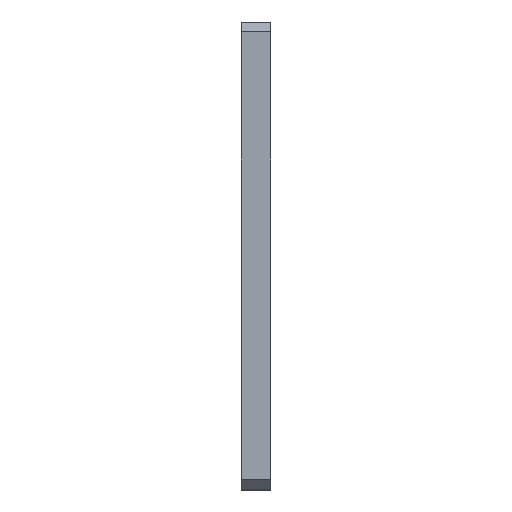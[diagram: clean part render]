
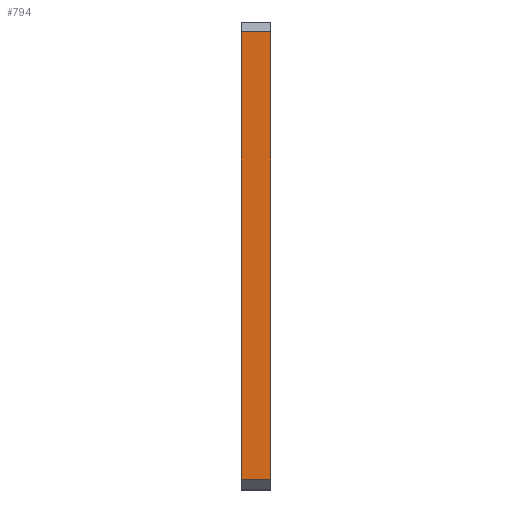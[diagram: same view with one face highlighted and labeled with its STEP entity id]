
A CAD part, top view. The second image highlights one B-rep face of the part: STEP entity #794.
In plain terms, the highlighted planar face has unit normal (0, 0, 1).
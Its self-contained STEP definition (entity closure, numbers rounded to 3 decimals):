
#302 = LINE ( 'NONE', #2654, #6411 ) ;
#527 = AXIS2_PLACEMENT_3D ( 'NONE', #7958, #697, #2196 ) ;
#697 = DIRECTION ( 'NONE',  ( 0., 0., -1. ) ) ;
#794 = ADVANCED_FACE ( 'NONE', ( #2099 ), #10292, .F. ) ;
#841 = VECTOR ( 'NONE', #2577, 1000. ) ;
#864 = LINE ( 'NONE', #2891, #4613 ) ;
#1151 = ORIENTED_EDGE ( 'NONE', *, *, #6325, .T. ) ;
#1352 = VERTEX_POINT ( 'NONE', #4260 ) ;
#1802 = VERTEX_POINT ( 'NONE', #9328 ) ;
#2099 = FACE_OUTER_BOUND ( 'NONE', #9886, .T. ) ;
#2175 = DIRECTION ( 'NONE',  ( 0., -1., 0. ) ) ;
#2196 = DIRECTION ( 'NONE',  ( 0., 1., 0. ) ) ;
#2577 = DIRECTION ( 'NONE',  ( 0., -1., 0. ) ) ;
#2654 = CARTESIAN_POINT ( 'NONE',  ( 3., 23., 17. ) ) ;
#2891 = CARTESIAN_POINT ( 'NONE',  ( 0., 24., 17. ) ) ;
#3139 = VECTOR ( 'NONE', #6041, 1000. ) ;
#4260 = CARTESIAN_POINT ( 'NONE',  ( 3., -23., 17. ) ) ;
#4290 = DIRECTION ( 'NONE',  ( -1., 0., 0. ) ) ;
#4449 = CARTESIAN_POINT ( 'NONE',  ( 3., -23., 17. ) ) ;
#4538 = EDGE_CURVE ( 'NONE', #1802, #1352, #9656, .T. ) ;
#4613 = VECTOR ( 'NONE', #2175, 1000. ) ;
#4821 = VERTEX_POINT ( 'NONE', #5364 ) ;
#5364 = CARTESIAN_POINT ( 'NONE',  ( 0., -23., 17. ) ) ;
#5760 = LINE ( 'NONE', #4449, #3139 ) ;
#6041 = DIRECTION ( 'NONE',  ( 1., 0., 0. ) ) ;
#6156 = ORIENTED_EDGE ( 'NONE', *, *, #9237, .T. ) ;
#6325 = EDGE_CURVE ( 'NONE', #1802, #8943, #302, .T. ) ;
#6411 = VECTOR ( 'NONE', #4290, 1000. ) ;
#6650 = CARTESIAN_POINT ( 'NONE',  ( 3., 24., 17. ) ) ;
#7050 = EDGE_CURVE ( 'NONE', #4821, #1352, #5760, .T. ) ;
#7958 = CARTESIAN_POINT ( 'NONE',  ( 3., 24., 17. ) ) ;
#8729 = ORIENTED_EDGE ( 'NONE', *, *, #4538, .F. ) ;
#8943 = VERTEX_POINT ( 'NONE', #8993 ) ;
#8993 = CARTESIAN_POINT ( 'NONE',  ( 0., 23., 17. ) ) ;
#9237 = EDGE_CURVE ( 'NONE', #8943, #4821, #864, .T. ) ;
#9328 = CARTESIAN_POINT ( 'NONE',  ( 3., 23., 17. ) ) ;
#9656 = LINE ( 'NONE', #6650, #841 ) ;
#9886 = EDGE_LOOP ( 'NONE', ( #6156, #10054, #8729, #1151 ) ) ;
#10054 = ORIENTED_EDGE ( 'NONE', *, *, #7050, .T. ) ;
#10292 = PLANE ( 'NONE',  #527 ) ;
